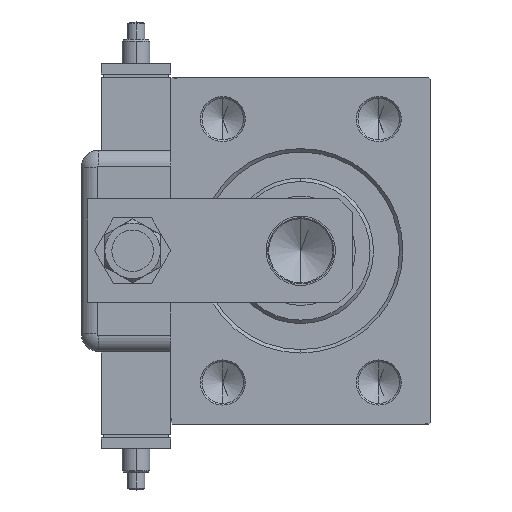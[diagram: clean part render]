
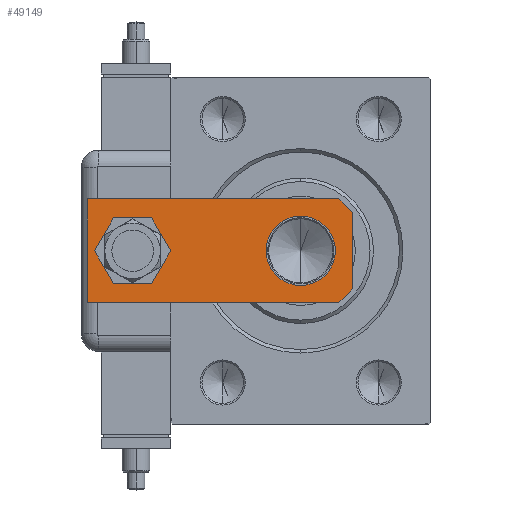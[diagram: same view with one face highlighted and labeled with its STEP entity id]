
A CAD part, left-side view. The second image highlights one B-rep face of the part: STEP entity #49149.
In plain terms, the highlighted face is planar.
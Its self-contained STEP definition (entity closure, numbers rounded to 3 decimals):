
#272 = FACE_OUTER_BOUND ( 'NONE', #15170, .T. ) ;
#877 = CARTESIAN_POINT ( 'NONE',  ( 15., 76.5, 0. ) ) ;
#1064 = AXIS2_PLACEMENT_3D ( 'NONE', #24391, #18750, #19977 ) ;
#1540 = VERTEX_POINT ( 'NONE', #22843 ) ;
#2750 = DIRECTION ( 'NONE',  ( 1., 0., 0. ) ) ;
#3595 = CARTESIAN_POINT ( 'NONE',  ( -15., 0., 0. ) ) ;
#5313 = CARTESIAN_POINT ( 'NONE',  ( -11., 0., 0. ) ) ;
#6296 = EDGE_CURVE ( 'NONE', #30123, #1540, #59879, .T. ) ;
#7390 = DIRECTION ( 'NONE',  ( 0., 0., 1. ) ) ;
#7469 = DIRECTION ( 'NONE',  ( 1., 0., 0. ) ) ;
#7595 = ORIENTED_EDGE ( 'NONE', *, *, #61214, .F. ) ;
#8101 = LINE ( 'NONE', #26990, #24211 ) ;
#9139 = PLANE ( 'NONE',  #59464 ) ;
#9343 = LINE ( 'NONE', #54954, #34325 ) ;
#11054 = ORIENTED_EDGE ( 'NONE', *, *, #26280, .T. ) ;
#11921 = EDGE_CURVE ( 'NONE', #50873, #17758, #28544, .T. ) ;
#13863 = DIRECTION ( 'NONE',  ( 0., 0., 1. ) ) ;
#15170 = EDGE_LOOP ( 'NONE', ( #39027, #24629, #18969, #7595, #56715, #45502 ) ) ;
#15353 = VERTEX_POINT ( 'NONE', #5313 ) ;
#17758 = VERTEX_POINT ( 'NONE', #20286 ) ;
#18750 = DIRECTION ( 'NONE',  ( 0., 0., 1. ) ) ;
#18969 = ORIENTED_EDGE ( 'NONE', *, *, #45881, .F. ) ;
#19192 = CIRCLE ( 'NONE', #1064, 10. ) ;
#19808 = FACE_BOUND ( 'NONE', #38104, .T. ) ;
#19977 = DIRECTION ( 'NONE',  ( 1., 0., 0. ) ) ;
#20286 = CARTESIAN_POINT ( 'NONE',  ( -7., 63.5, 0. ) ) ;
#20344 = VERTEX_POINT ( 'NONE', #42309 ) ;
#20620 = CARTESIAN_POINT ( 'NONE',  ( 7., 63.5, 0. ) ) ;
#21624 = DIRECTION ( 'NONE',  ( 0., 1., 0. ) ) ;
#22843 = CARTESIAN_POINT ( 'NONE',  ( 10., 15., 0. ) ) ;
#22867 = VECTOR ( 'NONE', #7469, 1000. ) ;
#23313 = EDGE_CURVE ( 'NONE', #15353, #42030, #23739, .T. ) ;
#23739 = LINE ( 'NONE', #3595, #22867 ) ;
#24211 = VECTOR ( 'NONE', #21624, 1000. ) ;
#24391 = CARTESIAN_POINT ( 'NONE',  ( 0., 15., 0. ) ) ;
#24610 = VECTOR ( 'NONE', #38751, 1000. ) ;
#24629 = ORIENTED_EDGE ( 'NONE', *, *, #26407, .T. ) ;
#25978 = CIRCLE ( 'NONE', #61170, 7. ) ;
#26280 = EDGE_CURVE ( 'NONE', #17758, #50873, #25978, .T. ) ;
#26407 = EDGE_CURVE ( 'NONE', #15353, #47239, #48911, .T. ) ;
#26686 = CARTESIAN_POINT ( 'NONE',  ( 0., 63.5, 0. ) ) ;
#26990 = CARTESIAN_POINT ( 'NONE',  ( 15., 0., 0. ) ) ;
#27928 = CARTESIAN_POINT ( 'NONE',  ( -15., 4., 0. ) ) ;
#28544 = CIRCLE ( 'NONE', #48618, 7. ) ;
#28642 = FACE_BOUND ( 'NONE', #62068, .T. ) ;
#29952 = ORIENTED_EDGE ( 'NONE', *, *, #11921, .T. ) ;
#30123 = VERTEX_POINT ( 'NONE', #43385 ) ;
#32451 = EDGE_CURVE ( 'NONE', #20344, #33240, #8101, .T. ) ;
#32888 = DIRECTION ( 'NONE',  ( 0., 0., 1. ) ) ;
#33240 = VERTEX_POINT ( 'NONE', #877 ) ;
#33675 = EDGE_CURVE ( 'NONE', #20344, #42030, #9343, .T. ) ;
#34325 = VECTOR ( 'NONE', #34500, 1000. ) ;
#34500 = DIRECTION ( 'NONE',  ( -0.707, -0.707, 0. ) ) ;
#38104 = EDGE_LOOP ( 'NONE', ( #11054, #29952 ) ) ;
#38690 = CARTESIAN_POINT ( 'NONE',  ( 0., 0., 0. ) ) ;
#38751 = DIRECTION ( 'NONE',  ( -1., 0., 0. ) ) ;
#39027 = ORIENTED_EDGE ( 'NONE', *, *, #23313, .F. ) ;
#39141 = CARTESIAN_POINT ( 'NONE',  ( -11., 0., 0. ) ) ;
#39403 = ORIENTED_EDGE ( 'NONE', *, *, #6296, .T. ) ;
#39877 = VERTEX_POINT ( 'NONE', #62078 ) ;
#40630 = LINE ( 'NONE', #59859, #46237 ) ;
#42030 = VERTEX_POINT ( 'NONE', #59698 ) ;
#42055 = VECTOR ( 'NONE', #49834, 1000. ) ;
#42309 = CARTESIAN_POINT ( 'NONE',  ( 15., 4., 0. ) ) ;
#42519 = ORIENTED_EDGE ( 'NONE', *, *, #46479, .T. ) ;
#43245 = CARTESIAN_POINT ( 'NONE',  ( 0., 63.5, 0. ) ) ;
#43385 = CARTESIAN_POINT ( 'NONE',  ( -10., 15., 0. ) ) ;
#44812 = AXIS2_PLACEMENT_3D ( 'NONE', #50504, #7390, #45161 ) ;
#45161 = DIRECTION ( 'NONE',  ( 1., 0., 0. ) ) ;
#45502 = ORIENTED_EDGE ( 'NONE', *, *, #33675, .T. ) ;
#45881 = EDGE_CURVE ( 'NONE', #39877, #47239, #40630, .T. ) ;
#45885 = DIRECTION ( 'NONE',  ( 0., 0., 1. ) ) ;
#46237 = VECTOR ( 'NONE', #50398, 1000. ) ;
#46479 = EDGE_CURVE ( 'NONE', #1540, #30123, #19192, .T. ) ;
#47239 = VERTEX_POINT ( 'NONE', #27928 ) ;
#48618 = AXIS2_PLACEMENT_3D ( 'NONE', #26686, #45885, #2750 ) ;
#48911 = LINE ( 'NONE', #39141, #42055 ) ;
#49149 = ADVANCED_FACE ( 'NONE', ( #272, #19808, #28642 ), #9139, .F. ) ;
#49834 = DIRECTION ( 'NONE',  ( -0.707, 0.707, 0. ) ) ;
#50398 = DIRECTION ( 'NONE',  ( 0., -1., 0. ) ) ;
#50504 = CARTESIAN_POINT ( 'NONE',  ( 0., 15., 0. ) ) ;
#50873 = VERTEX_POINT ( 'NONE', #20620 ) ;
#52694 = DIRECTION ( 'NONE',  ( 1., 0., 0. ) ) ;
#53244 = CARTESIAN_POINT ( 'NONE',  ( 15., 76.5, 0. ) ) ;
#54954 = CARTESIAN_POINT ( 'NONE',  ( 15., 4., 0. ) ) ;
#56715 = ORIENTED_EDGE ( 'NONE', *, *, #32451, .F. ) ;
#57608 = DIRECTION ( 'NONE',  ( 1., 0., 0. ) ) ;
#57978 = LINE ( 'NONE', #53244, #24610 ) ;
#59464 = AXIS2_PLACEMENT_3D ( 'NONE', #38690, #13863, #57608 ) ;
#59698 = CARTESIAN_POINT ( 'NONE',  ( 11., 0., 0. ) ) ;
#59859 = CARTESIAN_POINT ( 'NONE',  ( -15., 76.5, 0. ) ) ;
#59879 = CIRCLE ( 'NONE', #44812, 10. ) ;
#61170 = AXIS2_PLACEMENT_3D ( 'NONE', #43245, #32888, #52694 ) ;
#61214 = EDGE_CURVE ( 'NONE', #33240, #39877, #57978, .T. ) ;
#62068 = EDGE_LOOP ( 'NONE', ( #39403, #42519 ) ) ;
#62078 = CARTESIAN_POINT ( 'NONE',  ( -15., 76.5, 0. ) ) ;
